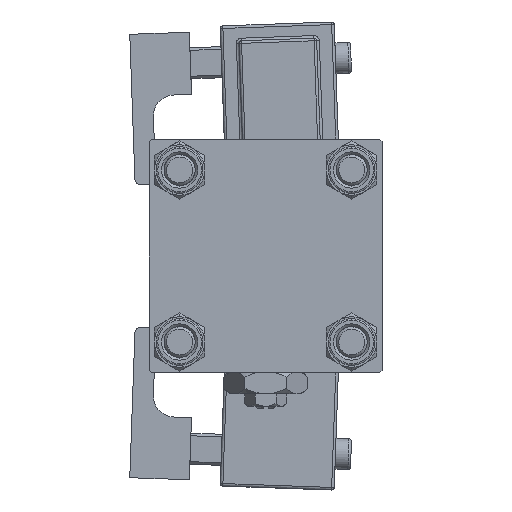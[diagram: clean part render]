
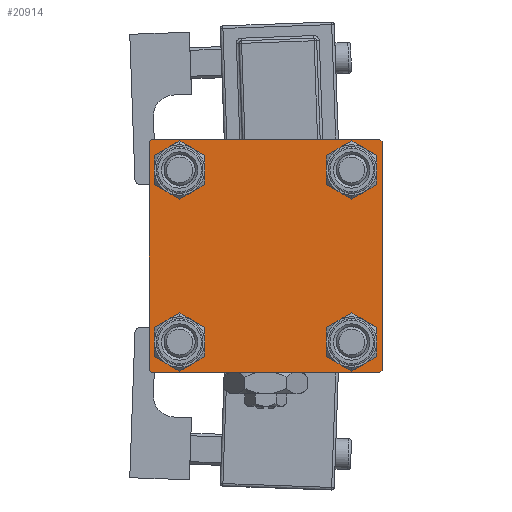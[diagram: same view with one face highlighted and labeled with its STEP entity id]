
A CAD part, left-side view. The second image highlights one B-rep face of the part: STEP entity #20914.
In plain terms, the highlighted planar face has unit normal (-1, 0, 0).
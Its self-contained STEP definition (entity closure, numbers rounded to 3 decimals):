
#161 = DIRECTION ( 'NONE',  ( 0., 0., -1. ) ) ;
#352 = VERTEX_POINT ( 'NONE', #30893 ) ;
#898 = FACE_OUTER_BOUND ( 'NONE', #39277, .T. ) ;
#1408 = DIRECTION ( 'NONE',  ( 1., 0., 0. ) ) ;
#1477 = DIRECTION ( 'NONE',  ( 0., 0., 1. ) ) ;
#1699 = LINE ( 'NONE', #22223, #56153 ) ;
#2345 = EDGE_CURVE ( 'NONE', #11616, #41259, #35385, .T. ) ;
#2707 = VECTOR ( 'NONE', #39784, 1000. ) ;
#2844 = LINE ( 'NONE', #50642, #11767 ) ;
#3323 = CARTESIAN_POINT ( 'NONE',  ( 0., 16.6, 13.1 ) ) ;
#4362 = DIRECTION ( 'NONE',  ( 0., 0., 1. ) ) ;
#4363 = VECTOR ( 'NONE', #8232, 1000. ) ;
#5125 = DIRECTION ( 'NONE',  ( 0., 0., 1. ) ) ;
#5176 = FACE_BOUND ( 'NONE', #32739, .T. ) ;
#5399 = CARTESIAN_POINT ( 'NONE',  ( 0., 16.6, -16.6 ) ) ;
#5743 = PLANE ( 'NONE',  #18536 ) ;
#6324 = ORIENTED_EDGE ( 'NONE', *, *, #54109, .T. ) ;
#6640 = CARTESIAN_POINT ( 'NONE',  ( 0., 22.25, 22.25 ) ) ;
#7665 = EDGE_CURVE ( 'NONE', #352, #21652, #1699, .T. ) ;
#7808 = EDGE_CURVE ( 'NONE', #11616, #21652, #8789, .T. ) ;
#8226 = ORIENTED_EDGE ( 'NONE', *, *, #28948, .T. ) ;
#8232 = DIRECTION ( 'NONE',  ( 0., 0.707, 0.707 ) ) ;
#8349 = AXIS2_PLACEMENT_3D ( 'NONE', #32447, #23101, #1477 ) ;
#8596 = DIRECTION ( 'NONE',  ( 1., 0., 0. ) ) ;
#8789 = LINE ( 'NONE', #38925, #4363 ) ;
#9018 = VERTEX_POINT ( 'NONE', #28537 ) ;
#9306 = CARTESIAN_POINT ( 'NONE',  ( 0., 16.6, -16.6 ) ) ;
#9441 = FACE_BOUND ( 'NONE', #50991, .T. ) ;
#10830 = DIRECTION ( 'NONE',  ( 0., 0., 1. ) ) ;
#11069 = AXIS2_PLACEMENT_3D ( 'NONE', #17049, #30949, #48309 ) ;
#11616 = VERTEX_POINT ( 'NONE', #13727 ) ;
#11767 = VECTOR ( 'NONE', #28162, 1000. ) ;
#12046 = DIRECTION ( 'NONE',  ( 1., 0., 0. ) ) ;
#12327 = CARTESIAN_POINT ( 'NONE',  ( 0., -16.6, -16.6 ) ) ;
#12837 = AXIS2_PLACEMENT_3D ( 'NONE', #5399, #1408, #5125 ) ;
#13727 = CARTESIAN_POINT ( 'NONE',  ( 0., -22.5, 22. ) ) ;
#14119 = VERTEX_POINT ( 'NONE', #16783 ) ;
#14185 = ORIENTED_EDGE ( 'NONE', *, *, #36598, .T. ) ;
#14235 = CARTESIAN_POINT ( 'NONE',  ( 0., -22.5, -22. ) ) ;
#14604 = DIRECTION ( 'NONE',  ( 0., 0.707, -0.707 ) ) ;
#14887 = CARTESIAN_POINT ( 'NONE',  ( 0., 16.6, -13.1 ) ) ;
#15616 = CIRCLE ( 'NONE', #11069, 3.5 ) ;
#15678 = DIRECTION ( 'NONE',  ( 0., 0., 1. ) ) ;
#16252 = ORIENTED_EDGE ( 'NONE', *, *, #53411, .T. ) ;
#16259 = EDGE_CURVE ( 'NONE', #352, #52065, #23981, .T. ) ;
#16783 = CARTESIAN_POINT ( 'NONE',  ( 0., 16.6, 20.1 ) ) ;
#17049 = CARTESIAN_POINT ( 'NONE',  ( 0., -16.6, -16.6 ) ) ;
#17299 = EDGE_CURVE ( 'NONE', #44506, #24096, #25511, .T. ) ;
#17740 = CARTESIAN_POINT ( 'NONE',  ( 0., 16.6, -20.1 ) ) ;
#17905 = LINE ( 'NONE', #30976, #50328 ) ;
#18135 = EDGE_CURVE ( 'NONE', #9018, #37766, #55535, .T. ) ;
#18536 = AXIS2_PLACEMENT_3D ( 'NONE', #40427, #29020, #10830 ) ;
#18953 = DIRECTION ( 'NONE',  ( 0., 0., 1. ) ) ;
#19066 = EDGE_CURVE ( 'NONE', #50793, #38797, #39226, .T. ) ;
#19248 = EDGE_CURVE ( 'NONE', #38797, #50793, #35551, .T. ) ;
#20001 = DIRECTION ( 'NONE',  ( 0., 0., 1. ) ) ;
#20129 = ORIENTED_EDGE ( 'NONE', *, *, #29116, .T. ) ;
#20914 = ADVANCED_FACE ( 'NONE', ( #5176, #9441, #44696, #22521, #898 ), #5743, .T. ) ;
#21174 = EDGE_CURVE ( 'NONE', #52065, #47903, #17905, .T. ) ;
#21652 = VERTEX_POINT ( 'NONE', #35114 ) ;
#21891 = LINE ( 'NONE', #22179, #2707 ) ;
#21895 = CIRCLE ( 'NONE', #12837, 3.5 ) ;
#22179 = CARTESIAN_POINT ( 'NONE',  ( 0., 22.25, -22.25 ) ) ;
#22223 = CARTESIAN_POINT ( 'NONE',  ( 0., 22.5, 22.5 ) ) ;
#22411 = AXIS2_PLACEMENT_3D ( 'NONE', #54381, #36453, #15678 ) ;
#22521 = FACE_BOUND ( 'NONE', #41230, .T. ) ;
#22813 = AXIS2_PLACEMENT_3D ( 'NONE', #12327, #12046, #20001 ) ;
#22965 = EDGE_CURVE ( 'NONE', #14119, #27137, #43335, .T. ) ;
#23101 = DIRECTION ( 'NONE',  ( 1., 0., 0. ) ) ;
#23981 = LINE ( 'NONE', #6640, #33634 ) ;
#24096 = VERTEX_POINT ( 'NONE', #17740 ) ;
#24324 = ORIENTED_EDGE ( 'NONE', *, *, #22965, .T. ) ;
#24535 = DIRECTION ( 'NONE',  ( 0., -0.707, 0.707 ) ) ;
#25511 = CIRCLE ( 'NONE', #31847, 3.5 ) ;
#26954 = VERTEX_POINT ( 'NONE', #34652 ) ;
#27137 = VERTEX_POINT ( 'NONE', #3323 ) ;
#28162 = DIRECTION ( 'NONE',  ( 0., -1., 0. ) ) ;
#28537 = CARTESIAN_POINT ( 'NONE',  ( 0., -16.6, -13.1 ) ) ;
#28745 = ORIENTED_EDGE ( 'NONE', *, *, #17299, .T. ) ;
#28781 = CARTESIAN_POINT ( 'NONE',  ( 0., 22.5, -22. ) ) ;
#28948 = EDGE_CURVE ( 'NONE', #26954, #42459, #2844, .T. ) ;
#29020 = DIRECTION ( 'NONE',  ( -1., 0., 0. ) ) ;
#29116 = EDGE_CURVE ( 'NONE', #47903, #26954, #21891, .T. ) ;
#29682 = CARTESIAN_POINT ( 'NONE',  ( 0., 22.5, 22. ) ) ;
#30893 = CARTESIAN_POINT ( 'NONE',  ( 0., 22., 22.5 ) ) ;
#30949 = DIRECTION ( 'NONE',  ( 1., 0., 0. ) ) ;
#30976 = CARTESIAN_POINT ( 'NONE',  ( 0., 22.5, 22.5 ) ) ;
#31847 = AXIS2_PLACEMENT_3D ( 'NONE', #9306, #36579, #18953 ) ;
#32068 = ORIENTED_EDGE ( 'NONE', *, *, #7808, .T. ) ;
#32177 = EDGE_CURVE ( 'NONE', #24096, #44506, #21895, .T. ) ;
#32447 = CARTESIAN_POINT ( 'NONE',  ( 0., -16.6, 16.6 ) ) ;
#32739 = EDGE_LOOP ( 'NONE', ( #44384, #49206 ) ) ;
#33403 = ORIENTED_EDGE ( 'NONE', *, *, #2345, .F. ) ;
#33634 = VECTOR ( 'NONE', #14604, 1000. ) ;
#34026 = CARTESIAN_POINT ( 'NONE',  ( 0., -16.6, 20.1 ) ) ;
#34483 = ORIENTED_EDGE ( 'NONE', *, *, #32177, .T. ) ;
#34652 = CARTESIAN_POINT ( 'NONE',  ( 0., 22., -22.5 ) ) ;
#35114 = CARTESIAN_POINT ( 'NONE',  ( 0., -22., 22.5 ) ) ;
#35385 = LINE ( 'NONE', #48481, #45170 ) ;
#35551 = CIRCLE ( 'NONE', #8349, 3.5 ) ;
#36453 = DIRECTION ( 'NONE',  ( 1., 0., 0. ) ) ;
#36502 = AXIS2_PLACEMENT_3D ( 'NONE', #39881, #39601, #4362 ) ;
#36579 = DIRECTION ( 'NONE',  ( 1., 0., 0. ) ) ;
#36598 = EDGE_CURVE ( 'NONE', #37766, #9018, #15616, .T. ) ;
#37766 = VERTEX_POINT ( 'NONE', #55710 ) ;
#38797 = VERTEX_POINT ( 'NONE', #34026 ) ;
#38925 = CARTESIAN_POINT ( 'NONE',  ( 0., -22.25, 22.25 ) ) ;
#39226 = CIRCLE ( 'NONE', #36502, 3.5 ) ;
#39277 = EDGE_LOOP ( 'NONE', ( #47434, #20129, #8226, #6324, #33403, #32068, #41113, #47535 ) ) ;
#39554 = DIRECTION ( 'NONE',  ( 0., -1., 0. ) ) ;
#39601 = DIRECTION ( 'NONE',  ( 1., 0., 0. ) ) ;
#39632 = EDGE_LOOP ( 'NONE', ( #28745, #34483 ) ) ;
#39772 = CARTESIAN_POINT ( 'NONE',  ( 0., -16.6, 13.1 ) ) ;
#39784 = DIRECTION ( 'NONE',  ( 0., -0.707, -0.707 ) ) ;
#39881 = CARTESIAN_POINT ( 'NONE',  ( 0., -16.6, 16.6 ) ) ;
#40427 = CARTESIAN_POINT ( 'NONE',  ( 0., 0., 0. ) ) ;
#41113 = ORIENTED_EDGE ( 'NONE', *, *, #7665, .F. ) ;
#41230 = EDGE_LOOP ( 'NONE', ( #24324, #16252 ) ) ;
#41259 = VERTEX_POINT ( 'NONE', #14235 ) ;
#41888 = LINE ( 'NONE', #55278, #53903 ) ;
#42459 = VERTEX_POINT ( 'NONE', #50079 ) ;
#43335 = CIRCLE ( 'NONE', #22411, 3.5 ) ;
#44384 = ORIENTED_EDGE ( 'NONE', *, *, #19248, .T. ) ;
#44506 = VERTEX_POINT ( 'NONE', #14887 ) ;
#44696 = FACE_BOUND ( 'NONE', #39632, .T. ) ;
#45170 = VECTOR ( 'NONE', #161, 1000. ) ;
#45422 = ORIENTED_EDGE ( 'NONE', *, *, #18135, .T. ) ;
#46576 = CIRCLE ( 'NONE', #51151, 3.5 ) ;
#47434 = ORIENTED_EDGE ( 'NONE', *, *, #21174, .T. ) ;
#47535 = ORIENTED_EDGE ( 'NONE', *, *, #16259, .T. ) ;
#47903 = VERTEX_POINT ( 'NONE', #28781 ) ;
#48309 = DIRECTION ( 'NONE',  ( 0., 0., 1. ) ) ;
#48481 = CARTESIAN_POINT ( 'NONE',  ( 0., -22.5, 22.5 ) ) ;
#49206 = ORIENTED_EDGE ( 'NONE', *, *, #19066, .T. ) ;
#50079 = CARTESIAN_POINT ( 'NONE',  ( 0., -22., -22.5 ) ) ;
#50328 = VECTOR ( 'NONE', #53463, 1000. ) ;
#50642 = CARTESIAN_POINT ( 'NONE',  ( 0., 22.5, -22.5 ) ) ;
#50793 = VERTEX_POINT ( 'NONE', #39772 ) ;
#50991 = EDGE_LOOP ( 'NONE', ( #45422, #14185 ) ) ;
#51151 = AXIS2_PLACEMENT_3D ( 'NONE', #51839, #8596, #54066 ) ;
#51839 = CARTESIAN_POINT ( 'NONE',  ( 0., 16.6, 16.6 ) ) ;
#52065 = VERTEX_POINT ( 'NONE', #29682 ) ;
#53411 = EDGE_CURVE ( 'NONE', #27137, #14119, #46576, .T. ) ;
#53463 = DIRECTION ( 'NONE',  ( 0., 0., -1. ) ) ;
#53903 = VECTOR ( 'NONE', #24535, 1000. ) ;
#54066 = DIRECTION ( 'NONE',  ( 0., 0., 1. ) ) ;
#54109 = EDGE_CURVE ( 'NONE', #42459, #41259, #41888, .T. ) ;
#54381 = CARTESIAN_POINT ( 'NONE',  ( 0., 16.6, 16.6 ) ) ;
#55278 = CARTESIAN_POINT ( 'NONE',  ( 0., -22.25, -22.25 ) ) ;
#55535 = CIRCLE ( 'NONE', #22813, 3.5 ) ;
#55710 = CARTESIAN_POINT ( 'NONE',  ( 0., -16.6, -20.1 ) ) ;
#56153 = VECTOR ( 'NONE', #39554, 1000. ) ;
